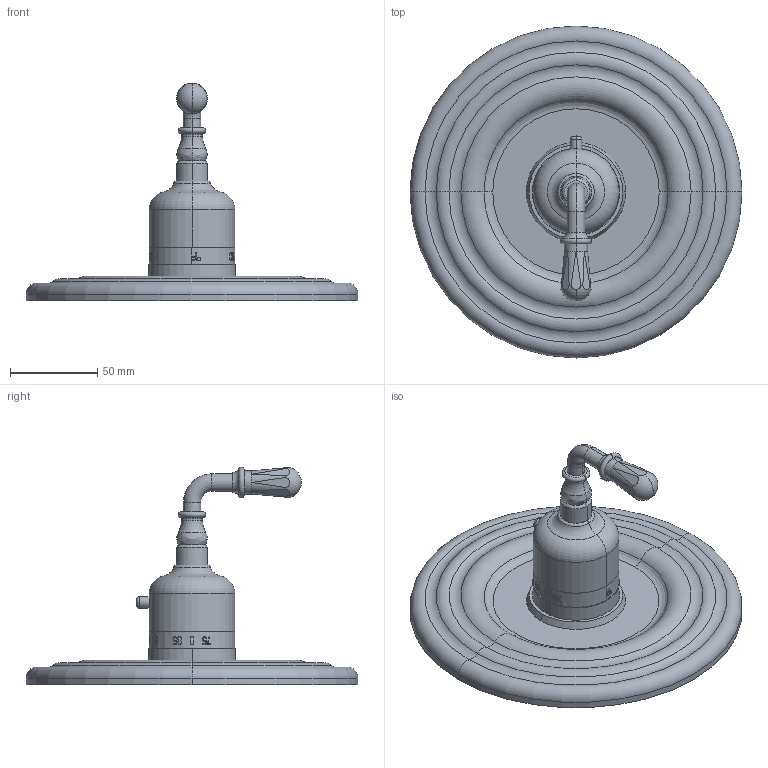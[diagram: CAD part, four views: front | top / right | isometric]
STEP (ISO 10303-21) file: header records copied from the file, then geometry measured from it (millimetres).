
FILE_DESCRIPTION((''),'2;1');
FILE_NAME('3-1744TR','2020-12-03T14:46:39',('jinson.thomas'),(''),'CREO PARAMETRIC BY PTC INC, 2018400','CREO PARAMETRIC BY PTC INC, 2018400','');
FILE_SCHEMA(('CONFIG_CONTROL_DESIGN'));
Length unit declared in the file: inch
Products named in the file (1): 3-1744TR
Bounding box: 190.5 x 190.5 x 124.85 mm (x, y, z)
Volume: 412563.3 mm3; surface area: 75636.1 mm2
Topology: 1 solids, 1 shells, 431 faces, 1164 edges, 756 vertices
Faces by surface type: plane 338, cylinder 41, torus 34, bspline 10, cone 4, sphere 4
Entity records: 13892 total; most frequent: CARTESIAN_POINT 3719, ORIENTED_EDGE 2320, DIRECTION 1812, EDGE_CURVE 1160, VERTEX_POINT 756, AXIS2_PLACEMENT_3D 667, VECTOR 478, LINE 478
